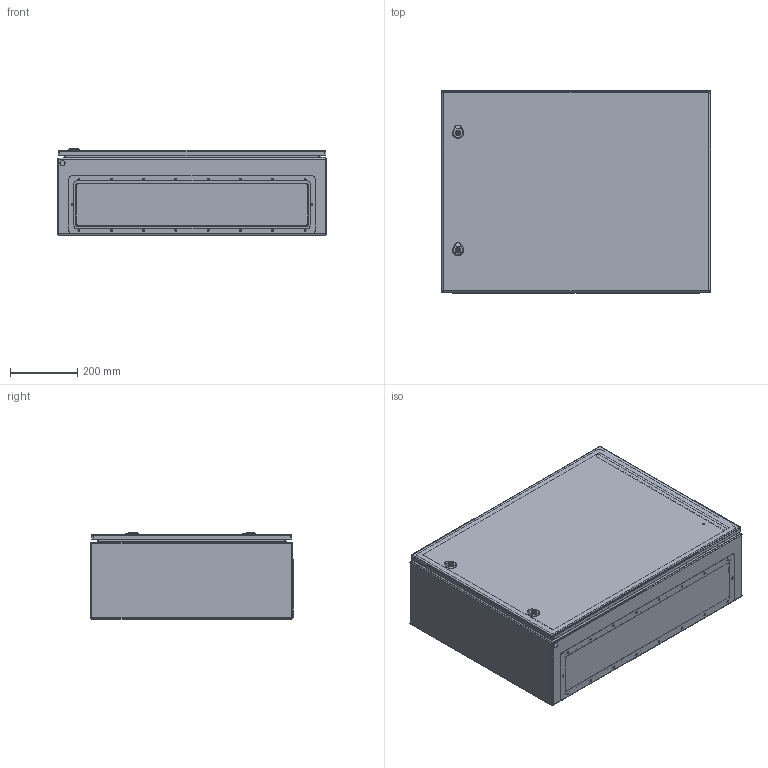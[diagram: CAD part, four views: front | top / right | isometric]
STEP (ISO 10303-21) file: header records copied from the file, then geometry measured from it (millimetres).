
FILE_DESCRIPTION(/* description */ (''),/* implementation_level */ '2;1');
FILE_NAME(/* name */ 'GN608025',/* time_stamp */ '2025-04-29T11:46:19+02:00',/* author */ (''),/* organization */ (''),/* preprocessor_version */ 'ST-DEVELOPER v19.4',/* originating_system */ 'SIEMENS PLM Software NX2212.8101',/* authorisation */ '');
FILE_SCHEMA (('AP203_CONFIGURATION_CONTROLLED_3D_DESIGN_OF_MECHANICAL_PARTS_AND_ASSEMBLIES_MIM_LF { 1 0 10303 403 2 1 2}'));
Length unit declared in the file: millimetre
Products named in the file (6): 501.P004-01-CIERRE 1 PUNTO; 501.P002.1018-01-Puerta_600x800; 501.P006.1019-01-PLACA DE MONTAJE_600x800; 501.P003.1010-01-TAPA PASACABLES LISA; 501.P001.1044-01-FONDO 600x800x250; 501.C001.1044-01-GN608025
Assembly tree (6 placements, depth 2):
  501.C001.1044-01-GN608025
    501.P001.1044-01-FONDO 600x800x250
    501.P003.1010-01-TAPA PASACABLES LISA
    501.P006.1019-01-PLACA DE MONTAJE_600x800
    501.P002.1018-01-Puerta_600x800
    501.P004-01-CIERRE 1 PUNTO  x2
Bounding box: 800 x 602 x 256.2 mm (x, y, z)
Volume: 3939814.9 mm3; surface area: 4514939.2 mm2
Topology: 12 solids, 12 shells, 673 faces, 1777 edges, 1128 vertices
Faces by surface type: plane 342, cylinder 269, bspline 24, sphere 20, cone 10, torus 8
Full cylindrical faces by diameter (mm): 3 x26, 3.5 x30, 5 x2, 6 x19, 8 x5, 9 x4, 10 x2, 15.1 x1, 16 x4, 16.25 x2, 19.3 x2
Entity records: 19482 total; most frequent: CARTESIAN_POINT 3579, DIRECTION 3122, ORIENTED_EDGE 2878, EDGE_CURVE 1439, AXIS2_PLACEMENT_3D 1141, VERTEX_POINT 965, EDGE_LOOP 870, LINE 840
